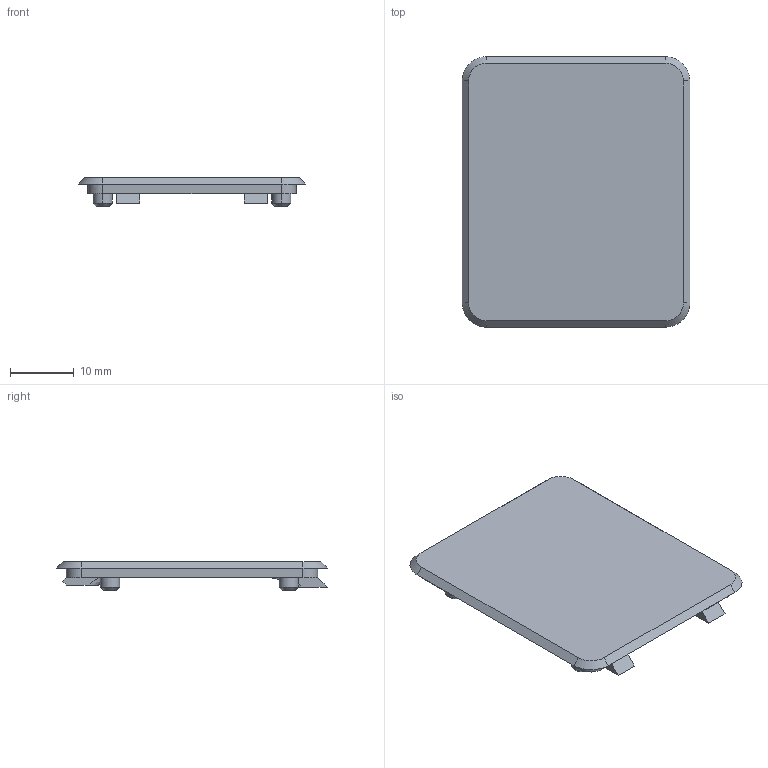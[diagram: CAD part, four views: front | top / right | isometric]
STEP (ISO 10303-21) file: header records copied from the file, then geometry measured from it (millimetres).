
FILE_DESCRIPTION(/* description */ (''),/* implementation_level */ '2;1');
FILE_NAME(/* name */ 'CAMERA~1',/* time_stamp */ '2018-03-11T19:35:58+01:00',/* author */ (''),/* organization */ (''),/* preprocessor_version */ 'ST-DEVELOPER v15',/* originating_system */ '',/* authorisation */ '');
FILE_SCHEMA (('AUTOMOTIVE_DESIGN'));
Length unit declared in the file: millimetre
Products named in the file (2): Document; CameraCover
Assembly tree (1 placements, depth 2):
  Document
    CameraCover
Bounding box: 35.58 x 42.29 x 4.5 mm (x, y, z)
Volume: 3499.5 mm3; surface area: 3416.6 mm2
Topology: 1 solids, 1 shells, 69 faces, 170 edges, 108 vertices
Faces by surface type: bspline 36, plane 33
Entity records: 2958 total; most frequent: CARTESIAN_POINT 1861, ORIENTED_EDGE 340, EDGE_CURVE 170, B_SPLINE_CURVE_WITH_KNOTS 114, VERTEX_POINT 108, EDGE_LOOP 74, ADVANCED_FACE 69, FACE_OUTER_BOUND 69
